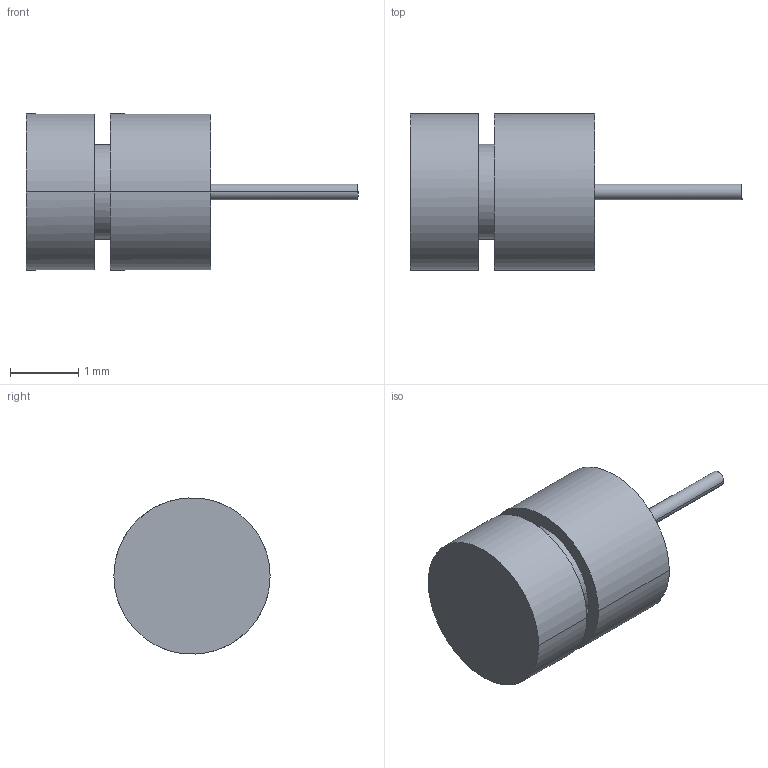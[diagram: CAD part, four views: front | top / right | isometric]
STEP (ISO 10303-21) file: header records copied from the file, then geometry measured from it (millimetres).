
FILE_DESCRIPTION (( 'STEP AP214' ), '1' );
FILE_NAME ('FMCN45895_3D.step', '2023-07-05T18:19:52', ( '' ), ( '' ), 'SwSTEP 2.0', 'SolidWorks 2022', '' );
FILE_SCHEMA (( 'AUTOMOTIVE_DESIGN' ));
Length unit declared in the file: inch
Products named in the file (1): FMCN45895_3D
Bounding box: 4.87 x 2.29 x 2.29 mm (x, y, z)
Volume: 9.7 mm3; surface area: 49.2 mm2
Topology: 3 solids, 3 shells, 41 faces, 84 edges, 53 vertices
Faces by surface type: cylinder 24, plane 10, cone 6, sphere 1
Entity records: 1418 total; most frequent: CARTESIAN_POINT 578, ORIENTED_EDGE 164, DIRECTION 134, EDGE_CURVE 82, AXIS2_PLACEMENT_3D 60, VERTEX_POINT 52, B_SPLINE_CURVE_WITH_KNOTS 50, EDGE_LOOP 48
